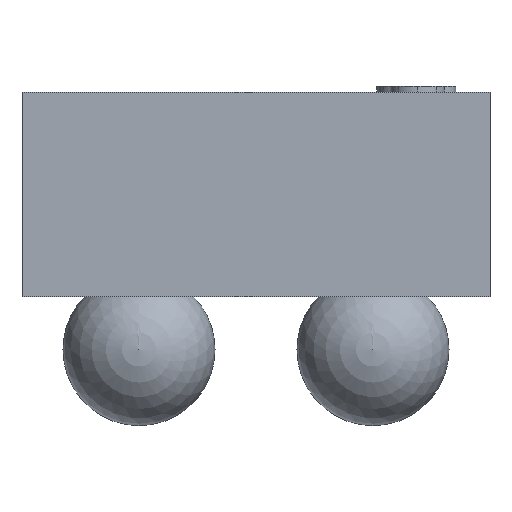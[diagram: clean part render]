
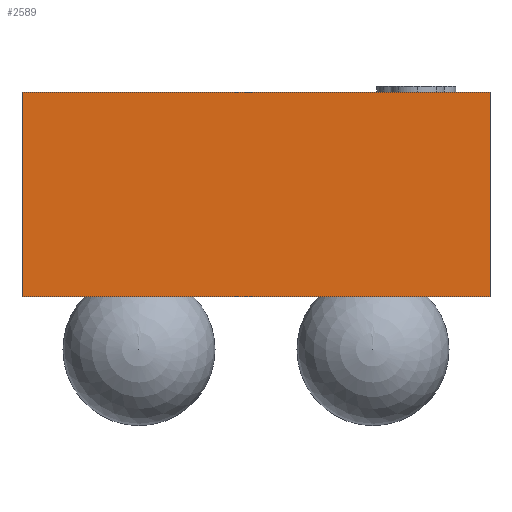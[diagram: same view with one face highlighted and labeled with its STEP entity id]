
A CAD part, left-side view. The second image highlights one B-rep face of the part: STEP entity #2589.
In plain terms, the highlighted planar face has unit normal (-1, 0, 0).
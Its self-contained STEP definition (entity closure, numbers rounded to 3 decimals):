
#504 = VERTEX_POINT ( 'NONE', #4525 ) ;
#670 = ORIENTED_EDGE ( 'NONE', *, *, #7764, .T. ) ;
#1149 = CARTESIAN_POINT ( 'NONE',  ( -0.4, -0.4, 0.35 ) ) ;
#1742 = ORIENTED_EDGE ( 'NONE', *, *, #6843, .F. ) ;
#2589 = ADVANCED_FACE ( 'NONE', ( #4066 ), #9510, .F. ) ;
#3340 = VECTOR ( 'NONE', #13243, 1000. ) ;
#3559 = EDGE_CURVE ( 'NONE', #8735, #504, #5216, .T. ) ;
#3994 = DIRECTION ( 'NONE',  ( 0., -1., 0. ) ) ;
#4066 = FACE_OUTER_BOUND ( 'NONE', #9865, .T. ) ;
#4405 = VERTEX_POINT ( 'NONE', #6649 ) ;
#4525 = CARTESIAN_POINT ( 'NONE',  ( -0.4, -0.4, 0.35 ) ) ;
#4662 = CARTESIAN_POINT ( 'NONE',  ( -0.4, 0.4, 0.35 ) ) ;
#4969 = DIRECTION ( 'NONE',  ( 0., 0., -1. ) ) ;
#5136 = ORIENTED_EDGE ( 'NONE', *, *, #13333, .T. ) ;
#5216 = LINE ( 'NONE', #9439, #8971 ) ;
#6571 = DIRECTION ( 'NONE',  ( 0., 0., -1. ) ) ;
#6595 = CARTESIAN_POINT ( 'NONE',  ( -0.4, 0.4, 0. ) ) ;
#6649 = CARTESIAN_POINT ( 'NONE',  ( -0.4, -0.4, 0. ) ) ;
#6843 = EDGE_CURVE ( 'NONE', #504, #4405, #12211, .T. ) ;
#6985 = DIRECTION ( 'NONE',  ( 0., -1., 0. ) ) ;
#7764 = EDGE_CURVE ( 'NONE', #8735, #10000, #8314, .T. ) ;
#8314 = LINE ( 'NONE', #13961, #8889 ) ;
#8735 = VERTEX_POINT ( 'NONE', #4662 ) ;
#8889 = VECTOR ( 'NONE', #4969, 1000. ) ;
#8971 = VECTOR ( 'NONE', #3994, 1000. ) ;
#9439 = CARTESIAN_POINT ( 'NONE',  ( -0.4, -0.4, 0.35 ) ) ;
#9510 = PLANE ( 'NONE',  #10123 ) ;
#9865 = EDGE_LOOP ( 'NONE', ( #5136, #1742, #12161, #670 ) ) ;
#10000 = VERTEX_POINT ( 'NONE', #6595 ) ;
#10123 = AXIS2_PLACEMENT_3D ( 'NONE', #11082, #11970, #6571 ) ;
#11082 = CARTESIAN_POINT ( 'NONE',  ( -0.4, -0.4, 0.35 ) ) ;
#11711 = VECTOR ( 'NONE', #6985, 1000. ) ;
#11970 = DIRECTION ( 'NONE',  ( 1., 0., 0. ) ) ;
#12161 = ORIENTED_EDGE ( 'NONE', *, *, #3559, .F. ) ;
#12211 = LINE ( 'NONE', #1149, #3340 ) ;
#12438 = CARTESIAN_POINT ( 'NONE',  ( -0.4, -0.4, 0. ) ) ;
#13243 = DIRECTION ( 'NONE',  ( 0., 0., -1. ) ) ;
#13333 = EDGE_CURVE ( 'NONE', #10000, #4405, #13739, .T. ) ;
#13739 = LINE ( 'NONE', #12438, #11711 ) ;
#13961 = CARTESIAN_POINT ( 'NONE',  ( -0.4, 0.4, 0.35 ) ) ;
